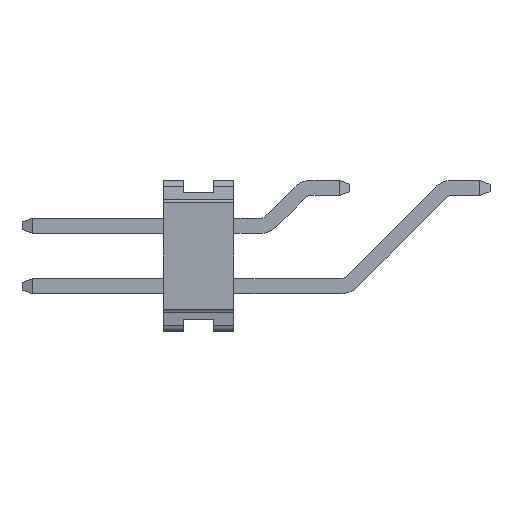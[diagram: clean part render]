
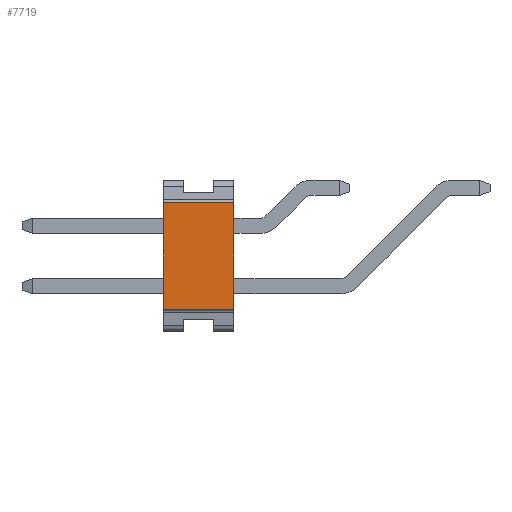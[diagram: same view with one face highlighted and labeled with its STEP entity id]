
A CAD part, left-side view. The second image highlights one B-rep face of the part: STEP entity #7719.
In plain terms, the highlighted planar face has unit normal (-1, 0, 0).
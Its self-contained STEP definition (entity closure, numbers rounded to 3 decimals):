
#568=CARTESIAN_POINT('',(-0.398,-0.7,1.06));
#569=VERTEX_POINT('',#568);
#577=CARTESIAN_POINT('',(-0.398,-0.7,-1.06));
#578=VERTEX_POINT('',#577);
#579=CARTESIAN_POINT('',(-0.4,-0.7,1.06));
#580=DIRECTION('',(0.,0.,-1.));
#581=VECTOR('',#580,2.12);
#582=LINE('',#579,#581);
#583=EDGE_CURVE('',#569,#578,#582,.T.);
#2714=CARTESIAN_POINT('',(-0.398,0.7,-1.06));
#2715=VERTEX_POINT('',#2714);
#2723=CARTESIAN_POINT('',(-0.398,0.7,1.06));
#2724=VERTEX_POINT('',#2723);
#2725=CARTESIAN_POINT('',(-0.4,0.7,-1.06));
#2726=DIRECTION('',(0.,0.,1.));
#2727=VECTOR('',#2726,2.12);
#2728=LINE('',#2725,#2727);
#2729=EDGE_CURVE('',#2715,#2724,#2728,.T.);
#7692=CARTESIAN_POINT('',(-0.396,-0.7,-1.06));
#7693=DIRECTION('',(0.,1.,0.));
#7694=VECTOR('',#7693,1.4);
#7695=LINE('',#7692,#7694);
#7696=EDGE_CURVE('',#578,#2715,#7695,.T.);
#7703=CARTESIAN_POINT('',(-0.4,-0.7,-1.5));
#7704=DIRECTION('',(0.,0.,1.));
#7705=DIRECTION('',(-1.,0.,0.));
#7706=AXIS2_PLACEMENT_3D('',#7703,#7705,#7704);
#7707=PLANE('',#7706);
#7708=ORIENTED_EDGE('',*,*,#583,.F.);
#7709=CARTESIAN_POINT('',(-0.4,-0.7,1.06));
#7710=DIRECTION('',(0.,1.,0.));
#7711=VECTOR('',#7710,1.4);
#7712=LINE('',#7709,#7711);
#7713=EDGE_CURVE('',#569,#2724,#7712,.T.);
#7714=ORIENTED_EDGE('',*,*,#7713,.T.);
#7715=ORIENTED_EDGE('',*,*,#2729,.F.);
#7716=ORIENTED_EDGE('',*,*,#7696,.F.);
#7717=EDGE_LOOP('',(#7708,#7714,#7715,#7716));
#7718=FACE_OUTER_BOUND('',#7717,.T.);
#7719=ADVANCED_FACE('',(#7718),#7707,.T.);
